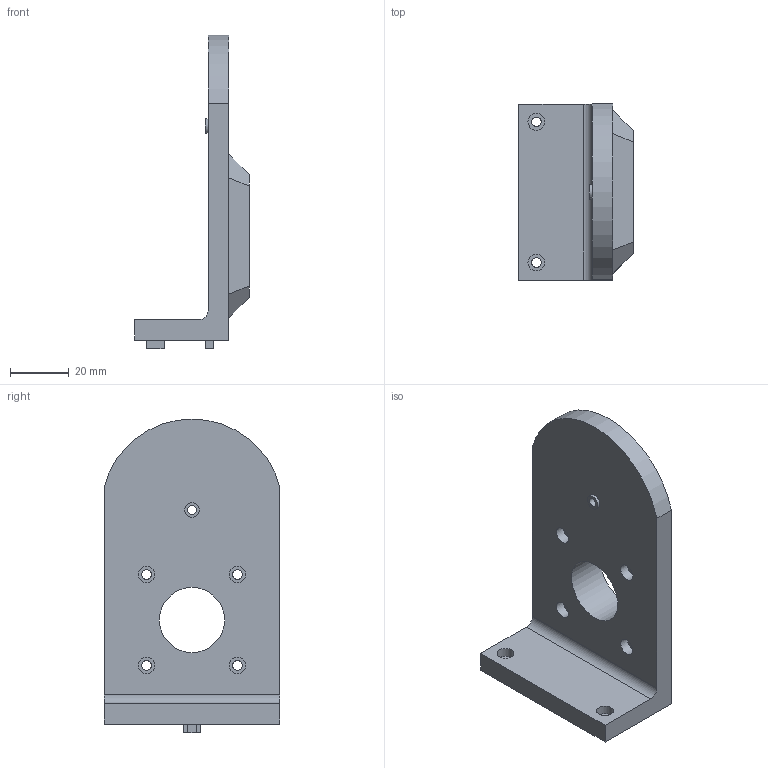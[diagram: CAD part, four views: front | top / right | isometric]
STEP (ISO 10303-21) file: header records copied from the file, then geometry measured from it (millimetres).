
FILE_DESCRIPTION(/* description */ (''),/* implementation_level */ '2;1');
FILE_NAME(/* name */ 'Tilt_Gear_Stepper_Support.step',/* time_stamp */ '2022-02-01T16:55:00+00:00',/* author */ (''),/* organization */ (''),/* preprocessor_version */ 'ST-DEVELOPER v18.1',/* originating_system */ 'Autodesk Translation Framework v10.13.0.1454',/* authorisation */ '');
FILE_SCHEMA (('AUTOMOTIVE_DESIGN { 1 0 10303 214 3 1 1 }'));
Length unit declared in the file: millimetre
Products named in the file (1): Tilt_Stepper_Mount
Bounding box: 39 x 60 x 107 mm (x, y, z)
Volume: 61804.1 mm3; surface area: 18874.3 mm2
Topology: 1 solids, 1 shells, 63 faces, 141 edges, 94 vertices
Faces by surface type: plane 43, cylinder 20
Full cylindrical faces by diameter (mm): 2.25 x3, 3 x1, 3.25 x6, 5 x1, 5.75 x6, 22.25 x1
Entity records: 1820 total; most frequent: DIRECTION 309, CARTESIAN_POINT 299, ORIENTED_EDGE 282, EDGE_CURVE 141, AXIS2_PLACEMENT_3D 104, LINE 101, VECTOR 101, VERTEX_POINT 94
